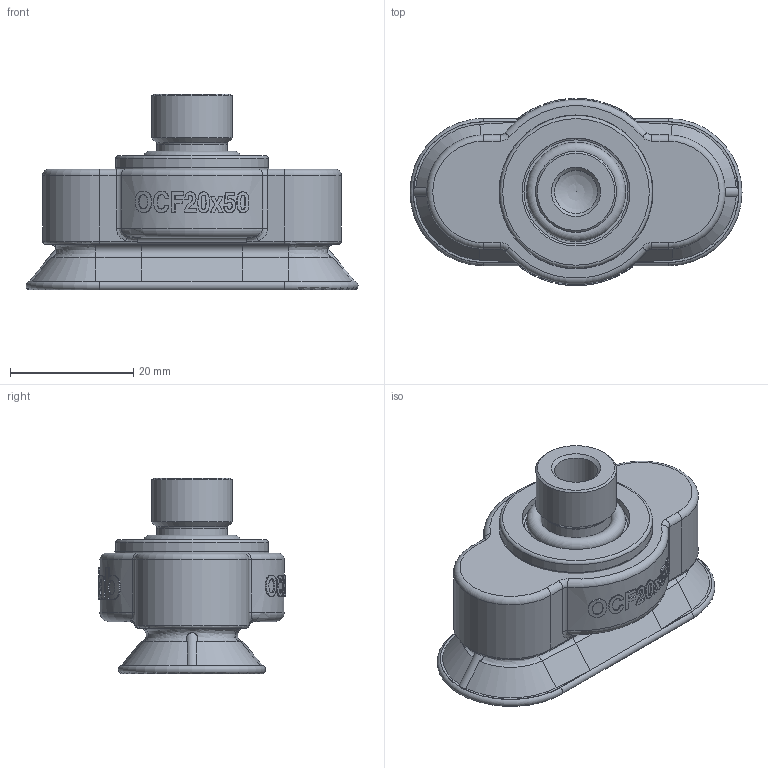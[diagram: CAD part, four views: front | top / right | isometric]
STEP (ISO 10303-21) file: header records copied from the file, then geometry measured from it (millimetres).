
FILE_DESCRIPTION( ( 'Unknown' ), '1' );
FILE_NAME( 'SE-0415302.stp', 'Unknown', ( 'Unknown' ), ( 'Unknown' ), 'PSStep 17.0.49', 'Unknown', ' ' );
FILE_SCHEMA( ( 'AUTOMOTIVE_DESIGN { 1 0 10303 214 1 1 1 1 }' ) );
Length unit declared in the file: millimetre
Products named in the file (7): SE-0414236; SE-0411036; 0123110; 0119707; Assem1; SE-0415249; SE-0408103
Assembly tree (6 placements, depth 3):
  Assem1
    SE-0415249
    SE-0408103
    SE-0414236
      SE-0411036
      0123110
      0119707
Bounding box: 53.9 x 30.4 x 31.8 mm (x, y, z)
Volume: 21368.3 mm3; surface area: 11117.6 mm2
Topology: 5 solids, 5 shells, 354 faces, 871 edges, 559 vertices
Faces by surface type: bspline 139, plane 109, cylinder 65, torus 26, cone 13, sphere 2
Full cylindrical faces by diameter (mm): 7 x1, 10.3 x1, 10.6 x1, 11 x2, 11.4 x1, 13.157 x1, 14.8 x1, 14.95 x1, 15 x1, 16.662 x1, 17.5 x1, 18.1 x1, 19 x2, 21.4 x1, 21.5 x2, 23 x1, 24.5 x1, 24.8 x1, 25 x1
Entity records: 20053 total; most frequent: CARTESIAN_POINT 10054, ORIENTED_EDGE 1616, DIRECTION 1043, EDGE_CURVE 808, VERTEX_POINT 552, EDGE_LOOP 442, AXIS2_PLACEMENT_3D 403, FACE_OUTER_BOUND 393
